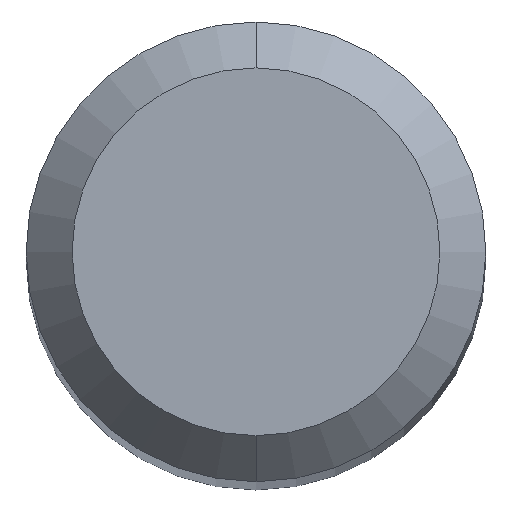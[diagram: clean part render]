
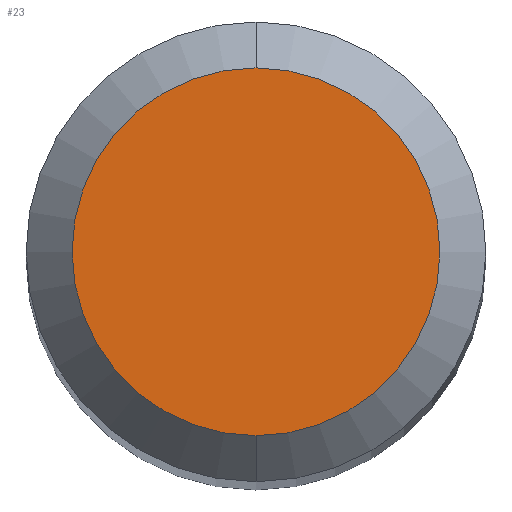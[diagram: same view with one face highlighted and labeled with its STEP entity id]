
A CAD part, top view. The second image highlights one B-rep face of the part: STEP entity #23.
In plain terms, the highlighted planar face has unit normal (0, 0, 1).
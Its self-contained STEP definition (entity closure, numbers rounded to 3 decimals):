
#5 = CARTESIAN_POINT ( 'NONE',  ( 0., 0., 38. ) ) ;
#8 = ORIENTED_EDGE ( 'NONE', *, *, #99, .F. ) ;
#19 = AXIS2_PLACEMENT_3D ( 'NONE', #5, #100, #333 ) ;
#21 = AXIS2_PLACEMENT_3D ( 'NONE', #200, #173, #233 ) ;
#23 = ADVANCED_FACE ( 'NONE', ( #352 ), #67, .F. ) ;
#31 = CARTESIAN_POINT ( 'NONE',  ( 0., 0., 38. ) ) ;
#57 = VERTEX_POINT ( 'NONE', #276 ) ;
#60 = CARTESIAN_POINT ( 'NONE',  ( 0., 1.2, 38. ) ) ;
#67 = PLANE ( 'NONE',  #21 ) ;
#69 = ORIENTED_EDGE ( 'NONE', *, *, #111, .F. ) ;
#99 = EDGE_CURVE ( 'NONE', #57, #338, #184, .T. ) ;
#100 = DIRECTION ( 'NONE',  ( 0., 0., -1. ) ) ;
#111 = EDGE_CURVE ( 'NONE', #338, #57, #336, .T. ) ;
#118 = AXIS2_PLACEMENT_3D ( 'NONE', #31, #130, #298 ) ;
#130 = DIRECTION ( 'NONE',  ( 0., 0., -1. ) ) ;
#173 = DIRECTION ( 'NONE',  ( 0., 0., -1. ) ) ;
#184 = CIRCLE ( 'NONE', #19, 1.2 ) ;
#200 = CARTESIAN_POINT ( 'NONE',  ( 0., 0., 38. ) ) ;
#233 = DIRECTION ( 'NONE',  ( 0., 1., 0. ) ) ;
#276 = CARTESIAN_POINT ( 'NONE',  ( 0., -1.2, 38. ) ) ;
#298 = DIRECTION ( 'NONE',  ( 0., 1., 0. ) ) ;
#310 = EDGE_LOOP ( 'NONE', ( #69, #8 ) ) ;
#333 = DIRECTION ( 'NONE',  ( 0., 1., 0. ) ) ;
#336 = CIRCLE ( 'NONE', #118, 1.2 ) ;
#338 = VERTEX_POINT ( 'NONE', #60 ) ;
#352 = FACE_OUTER_BOUND ( 'NONE', #310, .T. ) ;
